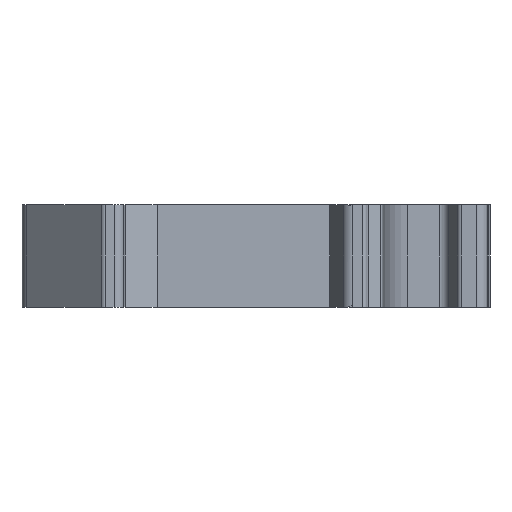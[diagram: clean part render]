
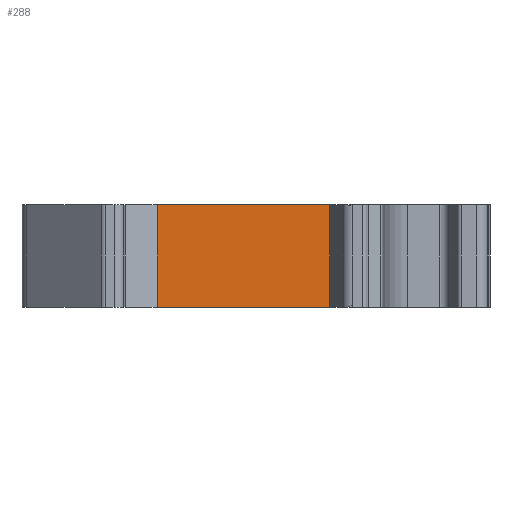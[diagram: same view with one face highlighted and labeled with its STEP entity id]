
A CAD part, left-side view. The second image highlights one B-rep face of the part: STEP entity #288.
In plain terms, the highlighted planar face has unit normal (-1, 0, 0).
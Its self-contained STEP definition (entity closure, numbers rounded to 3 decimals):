
#288=ADVANCED_FACE('',(#459),#395,.T.);
#395=PLANE('',#2367);
#459=FACE_OUTER_BOUND('',#578,.T.);
#578=EDGE_LOOP('',(#733,#734,#735,#736));
#733=ORIENTED_EDGE('',*,*,#1607,.T.);
#734=ORIENTED_EDGE('',*,*,#1608,.T.);
#735=ORIENTED_EDGE('',*,*,#1609,.F.);
#736=ORIENTED_EDGE('',*,*,#1610,.F.);
#1377=VERTEX_POINT('',#3303);
#1378=VERTEX_POINT('',#3304);
#1379=VERTEX_POINT('',#3306);
#1380=VERTEX_POINT('',#3308);
#1607=EDGE_CURVE('',#1377,#1378,#1922,.T.);
#1608=EDGE_CURVE('',#1378,#1379,#1923,.T.);
#1609=EDGE_CURVE('',#1380,#1379,#1924,.T.);
#1610=EDGE_CURVE('',#1377,#1380,#1925,.T.);
#1922=LINE('',#3302,#2141);
#1923=LINE('',#3305,#2142);
#1924=LINE('',#3307,#2143);
#1925=LINE('',#3309,#2144);
#2141=VECTOR('',#2642,1.);
#2142=VECTOR('',#2643,1.);
#2143=VECTOR('',#2644,1.);
#2144=VECTOR('',#2645,1.);
#2367=AXIS2_PLACEMENT_3D('',#3310,#2646,#2647);
#2642=DIRECTION('',(0.,0.,1.));
#2643=DIRECTION('',(0.,1.,0.));
#2644=DIRECTION('',(0.,0.,1.));
#2645=DIRECTION('',(0.,1.,0.));
#2646=DIRECTION('',(-1.,0.,0.));
#2647=DIRECTION('',(0.,-1.,0.));
#3302=CARTESIAN_POINT('',(-52.997,1.594,-0.4));
#3303=CARTESIAN_POINT('',(-52.997,1.594,-10.));
#3304=CARTESIAN_POINT('',(-52.997,1.594,0.));
#3305=CARTESIAN_POINT('',(-52.997,1.594,0.));
#3306=CARTESIAN_POINT('',(-52.997,18.414,0.));
#3307=CARTESIAN_POINT('',(-52.997,18.414,-0.4));
#3308=CARTESIAN_POINT('',(-52.997,18.414,-10.));
#3309=CARTESIAN_POINT('',(-52.997,1.594,-10.));
#3310=CARTESIAN_POINT('',(-52.997,18.414,0.));
